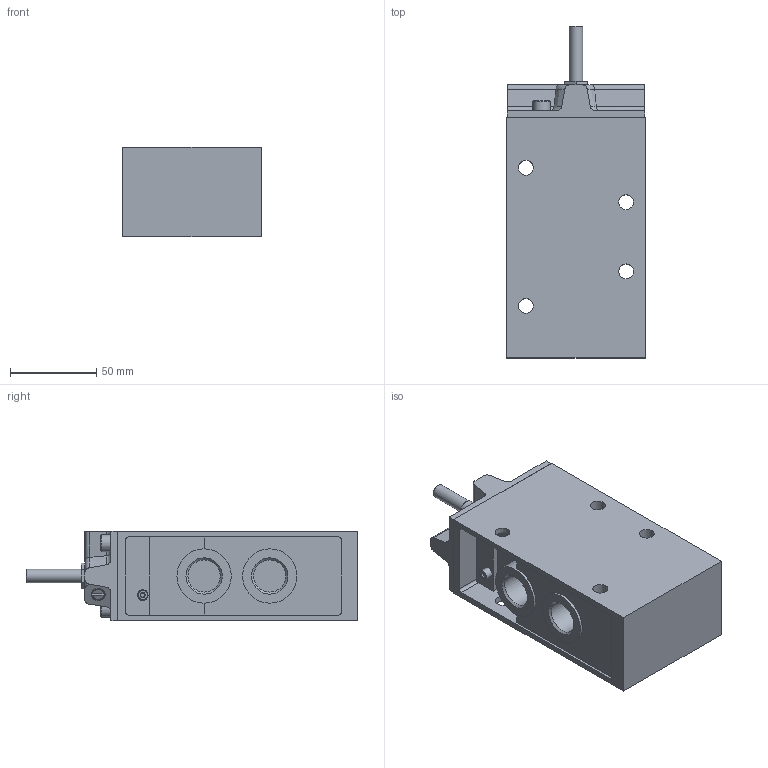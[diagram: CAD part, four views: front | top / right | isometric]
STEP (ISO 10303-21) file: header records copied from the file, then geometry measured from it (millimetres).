
FILE_DESCRIPTION(/* description */ ('STEP AP214'),/* implementation_level */ '2;1');
FILE_NAME(/* name */ '535908_MFH-5-1_2-EX',/* time_stamp */ '2024-09-03T13:44:33+02:00',/* author */ ('License CC BY-ND 4.0'),/* organization */ ('CADENAS'),/* preprocessor_version */ 'ST-DEVELOPER v19.3',/* originating_system */ 'PARTsolutions',/* authorisation */ ' ');
FILE_SCHEMA (('AUTOMOTIVE_DESIGN {1 0 10303 214 3 1 1}'));
Length unit declared in the file: millimetre
Products named in the file (2): 535908 MFH-5-1/2-EX; 535908 MFH-5-1/2-EX-part2
Assembly tree (1 placements, depth 2):
  535908 MFH-5-1/2-EX
    535908 MFH-5-1/2-EX-part2
Bounding box: 80 x 192 x 52 mm (x, y, z)
Volume: 544574.3 mm3; surface area: 65293.8 mm2
Topology: 1 solids, 1 shells, 170 faces, 392 edges, 245 vertices
Faces by surface type: plane 80, cylinder 47, cone 37, torus 6
Full cylindrical faces by diameter (mm): 2.459 x1, 4.134 x1, 5.8 x1, 5.9 x1, 6.15 x1, 7.48 x1, 8 x1, 8.6 x5, 10 x2, 18.631 x5, 31.433 x4
Entity records: 4589 total; most frequent: CARTESIAN_POINT 871, DIRECTION 776, ORIENTED_EDGE 674, EDGE_CURVE 337, AXIS2_PLACEMENT_3D 301, FACE_BOUND 247, EDGE_LOOP 244, VERTEX_POINT 236
